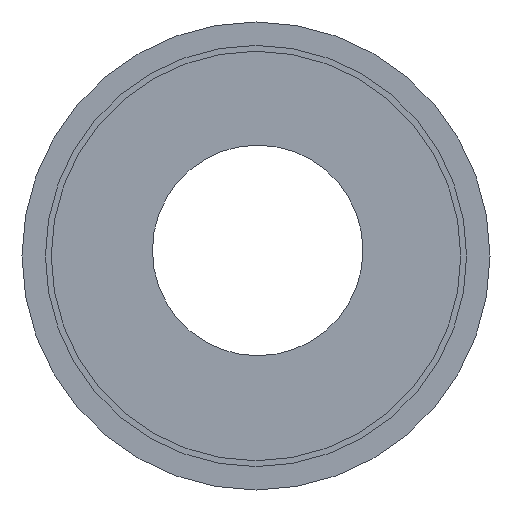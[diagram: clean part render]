
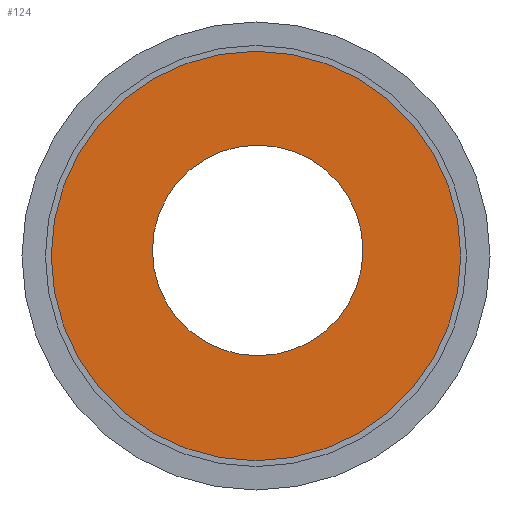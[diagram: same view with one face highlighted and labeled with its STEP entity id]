
A CAD part, front view. The second image highlights one B-rep face of the part: STEP entity #124.
In plain terms, the highlighted planar face has unit normal (0, -1, 0).
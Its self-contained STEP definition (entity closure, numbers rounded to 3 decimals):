
#33=ORIENTED_EDGE('',*,*,#51,.T.);
#34=ORIENTED_EDGE('',*,*,#48,.T.);
#48=EDGE_CURVE('',#58,#58,#68,.F.);
#51=EDGE_CURVE('',#61,#61,#71,.T.);
#58=VERTEX_POINT('',#215);
#61=VERTEX_POINT('',#224);
#68=CIRCLE('',#148,9.);
#71=CIRCLE('',#154,17.5);
#83=EDGE_LOOP('',(#33));
#84=EDGE_LOOP('',(#34));
#103=FACE_BOUND('',#83,.T.);
#104=FACE_BOUND('',#84,.T.);
#117=PLANE('',#153);
#124=ADVANCED_FACE('',(#103,#104),#117,.T.);
#148=AXIS2_PLACEMENT_3D('',#214,#175,#176);
#153=AXIS2_PLACEMENT_3D('',#222,#185,#186);
#154=AXIS2_PLACEMENT_3D('',#223,#187,#188);
#175=DIRECTION('',(0.,-1.,0.));
#176=DIRECTION('',(0.,0.,-1.));
#185=DIRECTION('',(0.,-1.,0.));
#186=DIRECTION('',(0.,0.,-1.));
#187=DIRECTION('',(0.,-1.,0.));
#188=DIRECTION('',(0.,0.,-1.));
#214=CARTESIAN_POINT('',(0.145,5.274,0.474));
#215=CARTESIAN_POINT('',(0.145,5.274,-8.526));
#222=CARTESIAN_POINT('',(0.,5.274,0.));
#223=CARTESIAN_POINT('',(0.,5.274,0.));
#224=CARTESIAN_POINT('',(0.,5.274,-17.5));
